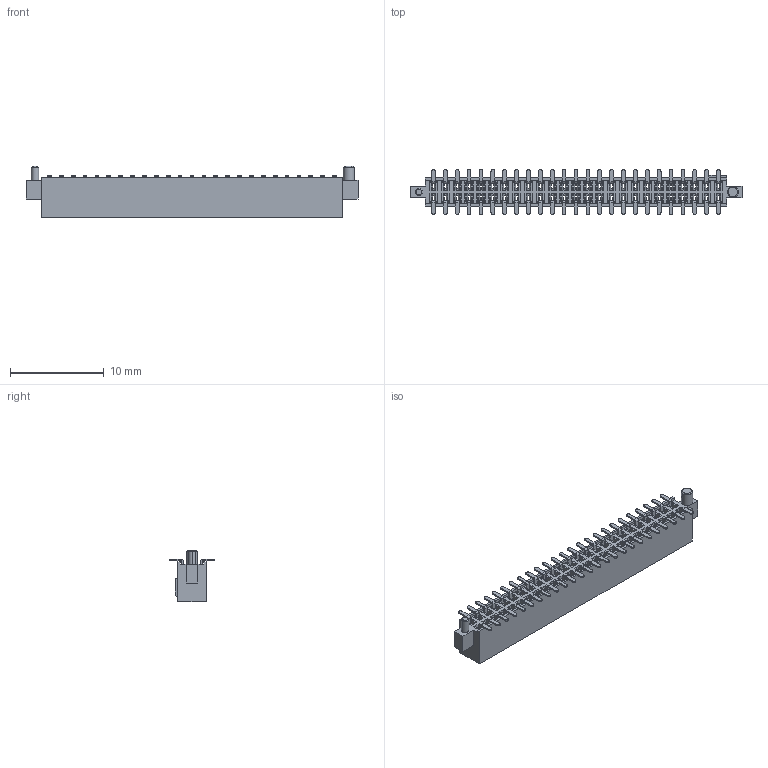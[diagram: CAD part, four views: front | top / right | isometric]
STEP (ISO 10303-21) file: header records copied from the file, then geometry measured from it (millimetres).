
FILE_DESCRIPTION (( 'STEP AP214' ), '1' );
FILE_NAME ('FFH12723-D50S1014K6LA-REF.STEP', '2025-03-11T02:28:31', ( '' ), ( '' ), 'SwSTEP 2.0', 'SolidWorks 2021', '' );
FILE_SCHEMA (( 'AUTOMOTIVE_DESIGN' ));
Products named in the file (1): FFH12723-D50S1014K6LA-REF
Bounding box: 35.5 x 4.8 x 5.5 mm (x, y, z)
Volume: 300.8 mm3; surface area: 1873.7 mm2
Topology: 1 solids, 1 shells, 3350 faces, 8420 edges, 4924 vertices
Faces by surface type: plane 2556, cylinder 790, cone 4
Entity records: 97518 total; most frequent: ORIENTED_EDGE 16840, DIRECTION 16706, CARTESIAN_POINT 16695, EDGE_CURVE 8420, LINE 6836, VECTOR 6836, AXIS2_PLACEMENT_3D 4935, VERTEX_POINT 4924
